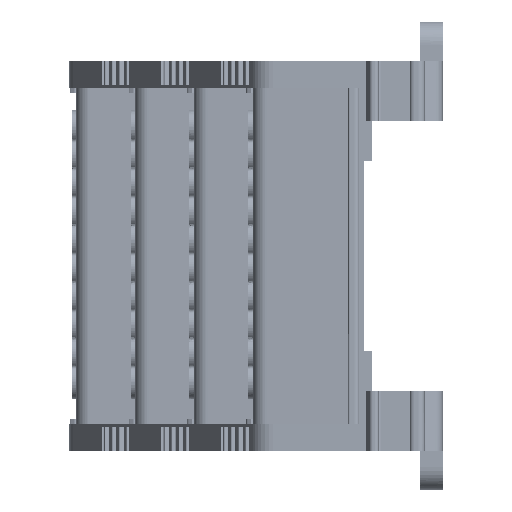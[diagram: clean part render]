
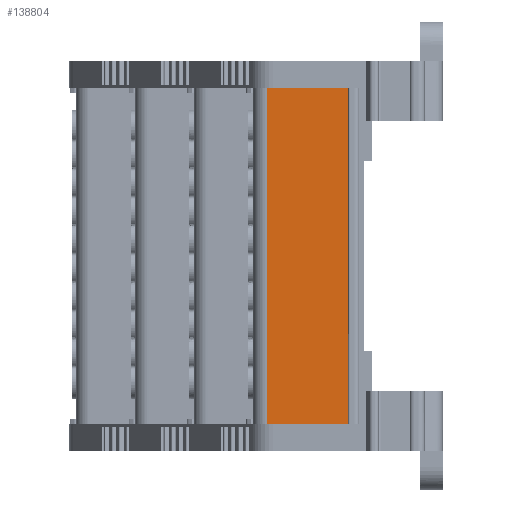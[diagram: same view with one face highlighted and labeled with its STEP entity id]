
A CAD part, left-side view. The second image highlights one B-rep face of the part: STEP entity #138804.
In plain terms, the highlighted planar face has unit normal (-1, 0.018, 0).
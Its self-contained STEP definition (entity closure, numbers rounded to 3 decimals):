
#11754 = CARTESIAN_POINT ( 'NONE',  ( -91.766, 81.405, 74.261 ) ) ;
#11787 = CARTESIAN_POINT ( 'NONE',  ( -92.098, 62.376, 0.015 ) ) ;
#11825 = CARTESIAN_POINT ( 'NONE',  ( -91.766, 81.405, 0.015 ) ) ;
#11862 = CARTESIAN_POINT ( 'NONE',  ( -92.098, 62.376, 74.261 ) ) ;
#23661 = ORIENTED_EDGE ( 'NONE', *, *, #101196, .T. ) ;
#23675 = ORIENTED_EDGE ( 'NONE', *, *, #101153, .F. ) ;
#23687 = ORIENTED_EDGE ( 'NONE', *, *, #101152, .T. ) ;
#23691 = ORIENTED_EDGE ( 'NONE', *, *, #101175, .T. ) ;
#34196 = EDGE_LOOP ( 'NONE', ( #23661, #23691, #23675, #23687 ) ) ;
#34611 = VERTEX_POINT ( 'NONE', #11754 ) ;
#34625 = VERTEX_POINT ( 'NONE', #11787 ) ;
#34680 = VERTEX_POINT ( 'NONE', #11825 ) ;
#34689 = VERTEX_POINT ( 'NONE', #11862 ) ;
#55963 = B_SPLINE_CURVE_WITH_KNOTS ( 'NONE', 3,
 ( #109118, #109139, #109179, #109200 ),
 .UNSPECIFIED., .F., .F.,
 ( 4, 4 ),
 ( 0., 1. ),
 .UNSPECIFIED. ) ;
#56201 = B_SPLINE_CURVE_WITH_KNOTS ( 'NONE', 3,
 ( #107381, #107357, #107361, #107390 ),
 .UNSPECIFIED., .F., .F.,
 ( 4, 4 ),
 ( 0., 1. ),
 .UNSPECIFIED. ) ;
#101152 = EDGE_CURVE ( 'NONE', #34611, #34680, #109037, .T. ) ;
#101153 = EDGE_CURVE ( 'NONE', #34611, #34689, #55963, .T. ) ;
#101175 = EDGE_CURVE ( 'NONE', #34625, #34689, #109335, .T. ) ;
#101196 = EDGE_CURVE ( 'NONE', #34680, #34625, #56201, .T. ) ;
#107357 = CARTESIAN_POINT ( 'NONE',  ( -91.877, 75.062, 0.015 ) ) ;
#107361 = CARTESIAN_POINT ( 'NONE',  ( -91.987, 68.719, 0.015 ) ) ;
#107381 = CARTESIAN_POINT ( 'NONE',  ( -91.766, 81.405, 0.015 ) ) ;
#107390 = CARTESIAN_POINT ( 'NONE',  ( -92.098, 62.376, 0.015 ) ) ;
#109037 = LINE ( 'NONE', #109198, #122640 ) ;
#109118 = CARTESIAN_POINT ( 'NONE',  ( -91.766, 81.405, 74.261 ) ) ;
#109123 = DIRECTION ( 'NONE',  ( 0., 0., -1. ) ) ;
#109139 = CARTESIAN_POINT ( 'NONE',  ( -91.877, 75.062, 74.261 ) ) ;
#109179 = CARTESIAN_POINT ( 'NONE',  ( -91.987, 68.719, 74.261 ) ) ;
#109198 = CARTESIAN_POINT ( 'NONE',  ( -91.766, 81.405, 150.953 ) ) ;
#109200 = CARTESIAN_POINT ( 'NONE',  ( -92.098, 62.376, 74.261 ) ) ;
#109316 = CARTESIAN_POINT ( 'NONE',  ( -92.098, 62.376, 150.953 ) ) ;
#109335 = LINE ( 'NONE', #109316, #122886 ) ;
#109338 = DIRECTION ( 'NONE',  ( 0., 0., 1. ) ) ;
#112379 = PLANE ( 'NONE',  #127679 ) ;
#112392 = FACE_OUTER_BOUND ( 'NONE', #34196, .T. ) ;
#112398 = CARTESIAN_POINT ( 'NONE',  ( -92.098, 62.376, 150.953 ) ) ;
#112432 = DIRECTION ( 'NONE',  ( -1., 0.017, 0. ) ) ;
#112448 = DIRECTION ( 'NONE',  ( -0.017, -1., 0. ) ) ;
#122640 = VECTOR ( 'NONE', #109123, 1000. ) ;
#122886 = VECTOR ( 'NONE', #109338, 1000. ) ;
#127679 = AXIS2_PLACEMENT_3D ( 'NONE', #112398, #112432, #112448 ) ;
#138804 = ADVANCED_FACE ( 'NONE', ( #112392 ), #112379, .T. ) ;
